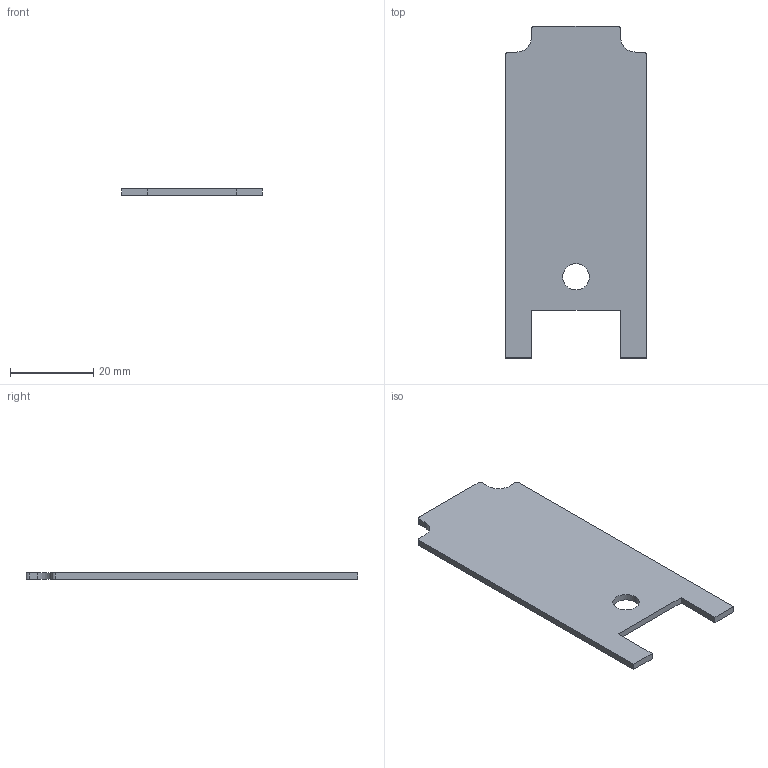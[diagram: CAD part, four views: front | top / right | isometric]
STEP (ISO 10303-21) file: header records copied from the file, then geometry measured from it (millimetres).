
FILE_DESCRIPTION (( 'STEP AP214' ), '1' );
FILE_NAME ('Effects Board - PCB.STEP', '2020-06-02T23:37:54', ( '' ), ( '' ), 'SwSTEP 2.0', 'SolidWorks 2020', '' );
FILE_SCHEMA (( 'AUTOMOTIVE_DESIGN' ));
Length unit declared in the file: millimetre
Products named in the file (1): Effects Board - PCB
Bounding box: 33.84 x 79.69 x 1.57 mm (x, y, z)
Volume: 3684.4 mm3; surface area: 5110.6 mm2
Topology: 1 solids, 1 shells, 22 faces, 60 edges, 40 vertices
Faces by surface type: plane 14, cylinder 4, bspline 4
Entity records: 802 total; most frequent: CARTESIAN_POINT 223, ORIENTED_EDGE 120, DIRECTION 98, EDGE_CURVE 60, LINE 44, VECTOR 44, VERTEX_POINT 40, AXIS2_PLACEMENT_3D 27
